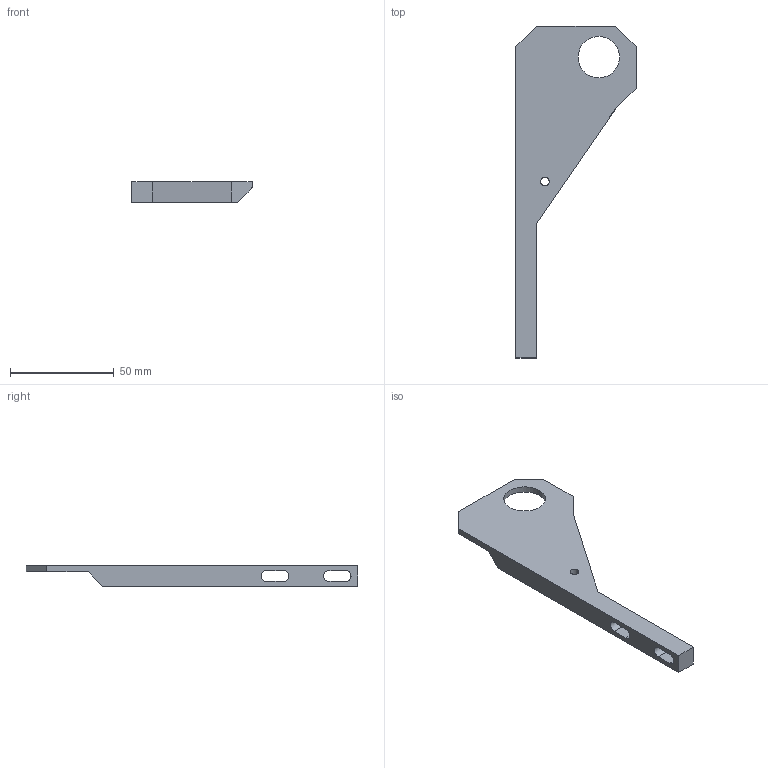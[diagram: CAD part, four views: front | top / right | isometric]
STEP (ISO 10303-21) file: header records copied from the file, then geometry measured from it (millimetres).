
FILE_DESCRIPTION (( 'STEP AP214' ), '1' );
FILE_NAME ('5-PlaqueBase-07.STEP', '2022-08-15T18:24:50', ( '' ), ( '' ), 'SwSTEP 2.0', 'SolidWorks 2019', '' );
FILE_SCHEMA (( 'AUTOMOTIVE_DESIGN' ));
Length unit declared in the file: millimetre
Products named in the file (1): 5-PlaqueBase-07
Bounding box: 58 x 160 x 10 mm (x, y, z)
Volume: 28935.9 mm3; surface area: 12167.2 mm2
Topology: 1 solids, 1 shells, 25 faces, 68 edges, 45 vertices
Faces by surface type: plane 17, cylinder 8
Entity records: 862 total; most frequent: CARTESIAN_POINT 139, ORIENTED_EDGE 136, DIRECTION 136, EDGE_CURVE 68, VECTOR 52, LINE 52, VERTEX_POINT 45, AXIS2_PLACEMENT_3D 42
